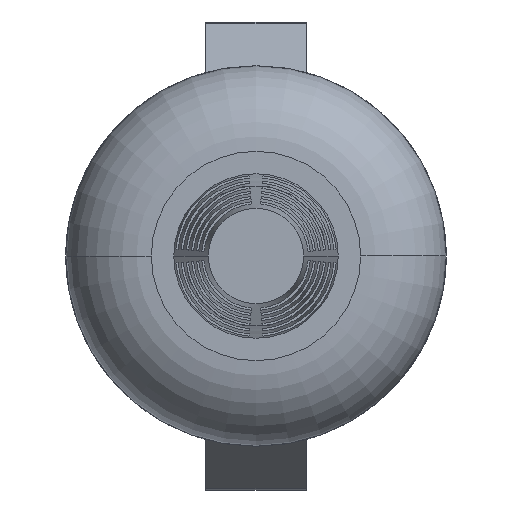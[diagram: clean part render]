
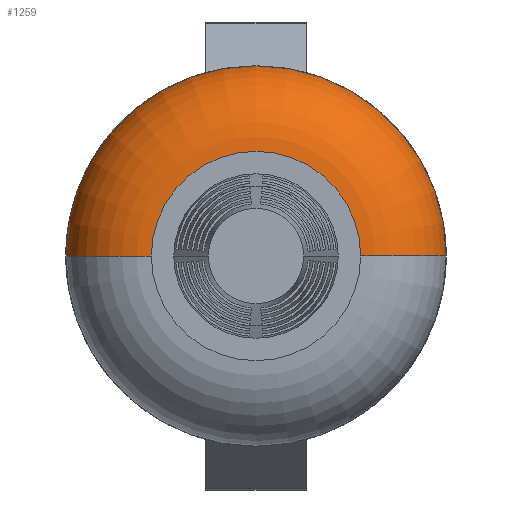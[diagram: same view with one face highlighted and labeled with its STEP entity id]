
A CAD part, left-side view. The second image highlights one B-rep face of the part: STEP entity #1259.
In plain terms, the highlighted toroidal (fillet/blend) face has major radius 5.5 mm and minor radius 4.5 mm.
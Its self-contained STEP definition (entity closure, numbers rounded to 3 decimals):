
#237 = CARTESIAN_POINT ( 'NONE',  ( -31.7, 0., 0. ) ) ;
#746 = DIRECTION ( 'NONE',  ( 0., 1., 0. ) ) ;
#843 = CARTESIAN_POINT ( 'NONE',  ( -31.7, 5.5, 0. ) ) ;
#1196 = EDGE_CURVE ( 'NONE', #3552, #2251, #3820, .T. ) ;
#1259 = ADVANCED_FACE ( 'NONE', ( #5426 ), #6028, .T. ) ;
#1319 = CARTESIAN_POINT ( 'NONE',  ( -27.2, -5.5, 0. ) ) ;
#1579 = AXIS2_PLACEMENT_3D ( 'NONE', #237, #3160, #746 ) ;
#1614 = EDGE_CURVE ( 'NONE', #3552, #4370, #4508, .T. ) ;
#1663 = AXIS2_PLACEMENT_3D ( 'NONE', #3542, #2689, #3964 ) ;
#2240 = CARTESIAN_POINT ( 'NONE',  ( -27.2, 0., 0. ) ) ;
#2251 = VERTEX_POINT ( 'NONE', #5820 ) ;
#2689 = DIRECTION ( 'NONE',  ( 0., 0., -1. ) ) ;
#2892 = ORIENTED_EDGE ( 'NONE', *, *, #5965, .F. ) ;
#3022 = AXIS2_PLACEMENT_3D ( 'NONE', #2240, #6151, #5227 ) ;
#3160 = DIRECTION ( 'NONE',  ( 1., 0., 0. ) ) ;
#3445 = EDGE_CURVE ( 'NONE', #4370, #4013, #6088, .T. ) ;
#3509 = CARTESIAN_POINT ( 'NONE',  ( -27.2, -10., 0. ) ) ;
#3542 = CARTESIAN_POINT ( 'NONE',  ( -27.2, 5.5, 0. ) ) ;
#3552 = VERTEX_POINT ( 'NONE', #843 ) ;
#3613 = AXIS2_PLACEMENT_3D ( 'NONE', #1319, #5122, #4187 ) ;
#3748 = DIRECTION ( 'NONE',  ( 1., 0., 0. ) ) ;
#3820 = CIRCLE ( 'NONE', #1663, 4.5 ) ;
#3964 = DIRECTION ( 'NONE',  ( -1., 0., 0. ) ) ;
#4013 = VERTEX_POINT ( 'NONE', #3509 ) ;
#4054 = AXIS2_PLACEMENT_3D ( 'NONE', #5233, #3748, #4159 ) ;
#4071 = ORIENTED_EDGE ( 'NONE', *, *, #1196, .F. ) ;
#4159 = DIRECTION ( 'NONE',  ( 0., 1., 0. ) ) ;
#4187 = DIRECTION ( 'NONE',  ( 0., -1., 0. ) ) ;
#4313 = ORIENTED_EDGE ( 'NONE', *, *, #1614, .T. ) ;
#4315 = CARTESIAN_POINT ( 'NONE',  ( -31.7, -5.5, 0. ) ) ;
#4370 = VERTEX_POINT ( 'NONE', #4315 ) ;
#4508 = CIRCLE ( 'NONE', #1579, 5.5 ) ;
#4826 = EDGE_LOOP ( 'NONE', ( #4313, #5067, #2892, #4071 ) ) ;
#5067 = ORIENTED_EDGE ( 'NONE', *, *, #3445, .T. ) ;
#5122 = DIRECTION ( 'NONE',  ( 0., 0., 1. ) ) ;
#5227 = DIRECTION ( 'NONE',  ( 0., 1., 0. ) ) ;
#5233 = CARTESIAN_POINT ( 'NONE',  ( -27.2, 0., 0. ) ) ;
#5426 = FACE_OUTER_BOUND ( 'NONE', #4826, .T. ) ;
#5820 = CARTESIAN_POINT ( 'NONE',  ( -27.2, 10., 0. ) ) ;
#5965 = EDGE_CURVE ( 'NONE', #2251, #4013, #6213, .T. ) ;
#6028 = TOROIDAL_SURFACE ( 'NONE', #4054, 5.5, 4.5 ) ;
#6088 = CIRCLE ( 'NONE', #3613, 4.5 ) ;
#6151 = DIRECTION ( 'NONE',  ( 1., 0., 0. ) ) ;
#6213 = CIRCLE ( 'NONE', #3022, 10. ) ;
